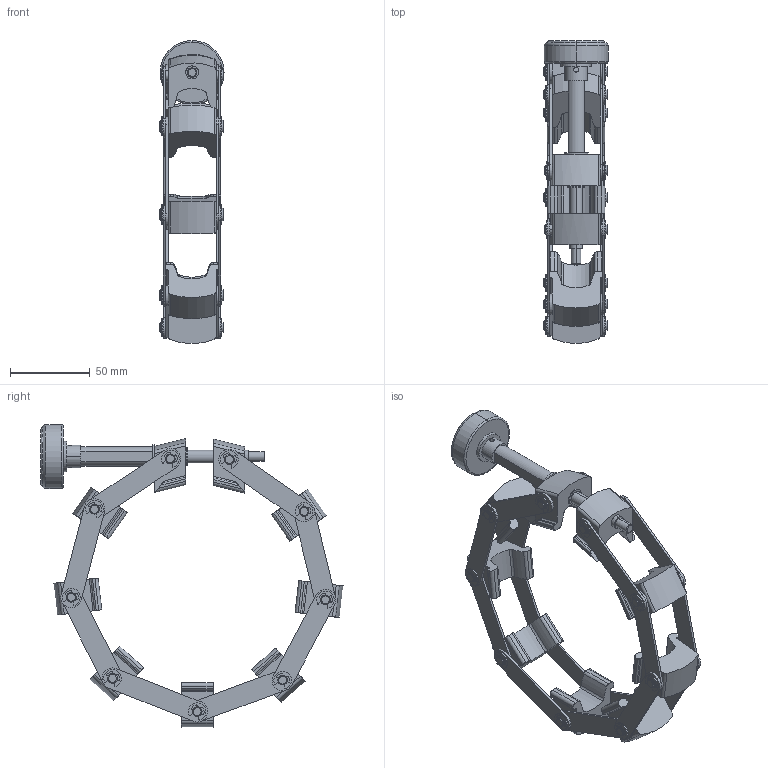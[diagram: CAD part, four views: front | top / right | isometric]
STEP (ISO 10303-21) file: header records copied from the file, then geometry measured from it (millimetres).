
FILE_DESCRIPTION( (''), '2;1');
FILE_NAME ('CAD714.4664.VP1100_14466.stp','2016-04-22T10:25:14',(''),(''),'spGate 11.3.9','spGate','');
FILE_SCHEMA (('AUTOMOTIVE_DESIGN'));
Length unit declared in the file: millimetre
Products named in the file (21): Assembly; 品番1・2_mr; 品番5; 品番6; 品番1・2_mr-1; 品番3; 品番5_mr; 品番5_mr-1; 品番5_mr-2; 品番5_mr-3; 品番5_mr-4; 品番5_mr-5; 品番5_mr-6; 品番5_mr-7; E止め輪; 品番8; 品番8_mr; E止め輪_mr; 品番7; 品番11; 品番4
Assembly tree (58 placements, depth 2):
  Assembly
    品番1・2_mr
    品番5  x8
    品番6  x7
    品番1・2_mr-1
    品番3
    品番5_mr
    品番5_mr-1
    品番5_mr-2
    品番5_mr-3
    品番5_mr-4
    品番5_mr-5
    品番5_mr-6
    品番5_mr-7
    E止め輪  x9
    品番8  x2
    品番8_mr  x2
    E止め輪_mr  x10
    品番7  x7
    品番11
    品番4
Bounding box: 40.1 x 188.9 x 189.41 mm (x, y, z)
Volume: 154702.8 mm3; surface area: 89446 mm2
Topology: 58 solids, 58 shells, 1065 faces, 2731 edges, 1824 vertices
Faces by surface type: cylinder 629, plane 384, bspline 52
Entity records: 18413 total; most frequent: CARTESIAN_POINT 3179, DIRECTION 1720, ORIENTED_EDGE 1664, COLOUR_RGB 1177, PRESENTATION_STYLE_ASSIGNMENT 1177, STYLED_ITEM 1177, EDGE_CURVE 832, DRAUGHTING_PRE_DEFINED_CURVE_FONT 832
